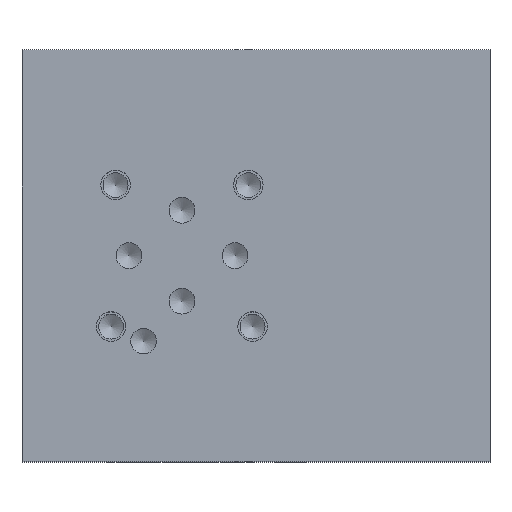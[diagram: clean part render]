
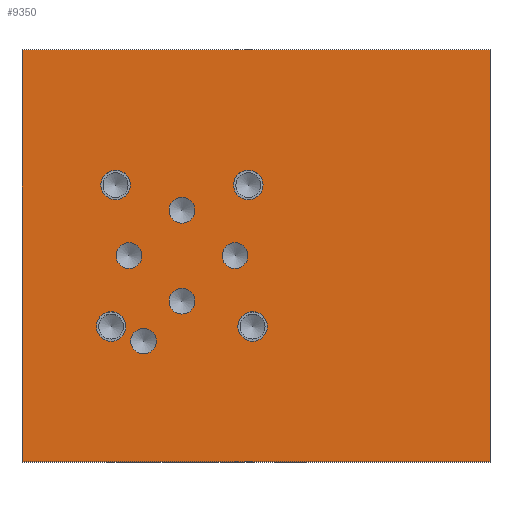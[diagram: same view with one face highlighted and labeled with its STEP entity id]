
A CAD part, top view. The second image highlights one B-rep face of the part: STEP entity #9350.
In plain terms, the highlighted planar face has unit normal (0, 0, 1).
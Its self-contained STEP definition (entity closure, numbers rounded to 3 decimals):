
#287=CIRCLE('',#9883,2.184);
#288=CIRCLE('',#9884,2.184);
#291=CIRCLE('',#9889,2.184);
#292=CIRCLE('',#9890,2.184);
#295=CIRCLE('',#9895,2.184);
#296=CIRCLE('',#9896,2.184);
#299=CIRCLE('',#9901,2.184);
#300=CIRCLE('',#9902,2.184);
#303=CIRCLE('',#9907,2.172);
#304=CIRCLE('',#9908,2.172);
#310=CIRCLE('',#9917,2.502);
#311=CIRCLE('',#9918,2.502);
#317=CIRCLE('',#9928,2.502);
#318=CIRCLE('',#9929,2.502);
#324=CIRCLE('',#9939,2.502);
#325=CIRCLE('',#9940,2.502);
#331=CIRCLE('',#9950,2.502);
#332=CIRCLE('',#9951,2.502);
#398=FACE_BOUND('',#1752,.T.);
#399=FACE_BOUND('',#1753,.T.);
#400=FACE_BOUND('',#1754,.T.);
#401=FACE_BOUND('',#1755,.T.);
#402=FACE_BOUND('',#1756,.T.);
#403=FACE_BOUND('',#1757,.T.);
#404=FACE_BOUND('',#1758,.T.);
#405=FACE_BOUND('',#1759,.T.);
#406=FACE_BOUND('',#1760,.T.);
#1206=FACE_OUTER_BOUND('',#1751,.T.);
#1751=EDGE_LOOP('',(#8228,#8229,#8230,#8231));
#1752=EDGE_LOOP('',(#8232,#8233));
#1753=EDGE_LOOP('',(#8234,#8235));
#1754=EDGE_LOOP('',(#8236,#8237));
#1755=EDGE_LOOP('',(#8238,#8239));
#1756=EDGE_LOOP('',(#8240,#8241));
#1757=EDGE_LOOP('',(#8242,#8243));
#1758=EDGE_LOOP('',(#8244,#8245));
#1759=EDGE_LOOP('',(#8246,#8247));
#1760=EDGE_LOOP('',(#8248,#8249));
#2059=LINE('',#14061,#2919);
#2615=LINE('',#16049,#3475);
#2618=LINE('',#16055,#3478);
#2621=LINE('',#16059,#3481);
#2919=VECTOR('',#10422,10.);
#3475=VECTOR('',#11990,10.);
#3478=VECTOR('',#11995,10.);
#3481=VECTOR('',#12000,10.);
#3794=VERTEX_POINT('',#14058);
#3795=VERTEX_POINT('',#14060);
#4314=VERTEX_POINT('',#15900);
#4315=VERTEX_POINT('',#15901);
#4319=VERTEX_POINT('',#15913);
#4320=VERTEX_POINT('',#15914);
#4324=VERTEX_POINT('',#15926);
#4325=VERTEX_POINT('',#15927);
#4329=VERTEX_POINT('',#15939);
#4330=VERTEX_POINT('',#15940);
#4334=VERTEX_POINT('',#15952);
#4335=VERTEX_POINT('',#15953);
#4342=VERTEX_POINT('',#15972);
#4343=VERTEX_POINT('',#15973);
#4350=VERTEX_POINT('',#15994);
#4351=VERTEX_POINT('',#15995);
#4358=VERTEX_POINT('',#16016);
#4359=VERTEX_POINT('',#16017);
#4366=VERTEX_POINT('',#16038);
#4367=VERTEX_POINT('',#16039);
#4369=VERTEX_POINT('',#16048);
#4371=VERTEX_POINT('',#16054);
#4839=EDGE_CURVE('',#3795,#3794,#2059,.T.);
#5591=EDGE_CURVE('',#4314,#4315,#287,.T.);
#5592=EDGE_CURVE('',#4315,#4314,#288,.T.);
#5597=EDGE_CURVE('',#4319,#4320,#291,.T.);
#5598=EDGE_CURVE('',#4320,#4319,#292,.T.);
#5603=EDGE_CURVE('',#4324,#4325,#295,.T.);
#5604=EDGE_CURVE('',#4325,#4324,#296,.T.);
#5609=EDGE_CURVE('',#4329,#4330,#299,.T.);
#5610=EDGE_CURVE('',#4330,#4329,#300,.T.);
#5615=EDGE_CURVE('',#4334,#4335,#303,.T.);
#5616=EDGE_CURVE('',#4335,#4334,#304,.T.);
#5624=EDGE_CURVE('',#4342,#4343,#310,.T.);
#5625=EDGE_CURVE('',#4343,#4342,#311,.T.);
#5634=EDGE_CURVE('',#4350,#4351,#317,.T.);
#5635=EDGE_CURVE('',#4351,#4350,#318,.T.);
#5644=EDGE_CURVE('',#4358,#4359,#324,.T.);
#5645=EDGE_CURVE('',#4359,#4358,#325,.T.);
#5654=EDGE_CURVE('',#4366,#4367,#331,.T.);
#5655=EDGE_CURVE('',#4367,#4366,#332,.T.);
#5659=EDGE_CURVE('',#4369,#3795,#2615,.T.);
#5662=EDGE_CURVE('',#4371,#4369,#2618,.T.);
#5665=EDGE_CURVE('',#3794,#4371,#2621,.T.);
#8228=ORIENTED_EDGE('',*,*,#4839,.T.);
#8229=ORIENTED_EDGE('',*,*,#5665,.T.);
#8230=ORIENTED_EDGE('',*,*,#5662,.T.);
#8231=ORIENTED_EDGE('',*,*,#5659,.T.);
#8232=ORIENTED_EDGE('',*,*,#5591,.T.);
#8233=ORIENTED_EDGE('',*,*,#5592,.T.);
#8234=ORIENTED_EDGE('',*,*,#5597,.T.);
#8235=ORIENTED_EDGE('',*,*,#5598,.T.);
#8236=ORIENTED_EDGE('',*,*,#5603,.T.);
#8237=ORIENTED_EDGE('',*,*,#5604,.T.);
#8238=ORIENTED_EDGE('',*,*,#5609,.T.);
#8239=ORIENTED_EDGE('',*,*,#5610,.T.);
#8240=ORIENTED_EDGE('',*,*,#5615,.T.);
#8241=ORIENTED_EDGE('',*,*,#5616,.T.);
#8242=ORIENTED_EDGE('',*,*,#5624,.T.);
#8243=ORIENTED_EDGE('',*,*,#5625,.T.);
#8244=ORIENTED_EDGE('',*,*,#5634,.T.);
#8245=ORIENTED_EDGE('',*,*,#5635,.T.);
#8246=ORIENTED_EDGE('',*,*,#5644,.T.);
#8247=ORIENTED_EDGE('',*,*,#5645,.T.);
#8248=ORIENTED_EDGE('',*,*,#5654,.T.);
#8249=ORIENTED_EDGE('',*,*,#5655,.T.);
#8526=PLANE('',#9957);
#9350=ADVANCED_FACE('',(#1206,#398,#399,#400,#401,#402,#403,#404,#405,#406),
#8526,.T.);
#9883=AXIS2_PLACEMENT_3D('',#15902,#11826,#11827);
#9884=AXIS2_PLACEMENT_3D('',#15903,#11828,#11829);
#9889=AXIS2_PLACEMENT_3D('',#15915,#11840,#11841);
#9890=AXIS2_PLACEMENT_3D('',#15916,#11842,#11843);
#9895=AXIS2_PLACEMENT_3D('',#15928,#11854,#11855);
#9896=AXIS2_PLACEMENT_3D('',#15929,#11856,#11857);
#9901=AXIS2_PLACEMENT_3D('',#15941,#11868,#11869);
#9902=AXIS2_PLACEMENT_3D('',#15942,#11870,#11871);
#9907=AXIS2_PLACEMENT_3D('',#15954,#11882,#11883);
#9908=AXIS2_PLACEMENT_3D('',#15955,#11884,#11885);
#9917=AXIS2_PLACEMENT_3D('',#15974,#11904,#11905);
#9918=AXIS2_PLACEMENT_3D('',#15975,#11906,#11907);
#9928=AXIS2_PLACEMENT_3D('',#15996,#11929,#11930);
#9929=AXIS2_PLACEMENT_3D('',#15997,#11931,#11932);
#9939=AXIS2_PLACEMENT_3D('',#16018,#11954,#11955);
#9940=AXIS2_PLACEMENT_3D('',#16019,#11956,#11957);
#9950=AXIS2_PLACEMENT_3D('',#16040,#11979,#11980);
#9951=AXIS2_PLACEMENT_3D('',#16041,#11981,#11982);
#9957=AXIS2_PLACEMENT_3D('',#16061,#12003,#12004);
#10422=DIRECTION('',(1.,0.,0.));
#11826=DIRECTION('center_axis',(0.,0.,-1.));
#11827=DIRECTION('ref_axis',(1.,0.,0.));
#11828=DIRECTION('center_axis',(0.,0.,-1.));
#11829=DIRECTION('ref_axis',(1.,0.,0.));
#11840=DIRECTION('center_axis',(0.,0.,-1.));
#11841=DIRECTION('ref_axis',(1.,0.,0.));
#11842=DIRECTION('center_axis',(0.,0.,-1.));
#11843=DIRECTION('ref_axis',(1.,0.,0.));
#11854=DIRECTION('center_axis',(0.,0.,-1.));
#11855=DIRECTION('ref_axis',(1.,0.,0.));
#11856=DIRECTION('center_axis',(0.,0.,-1.));
#11857=DIRECTION('ref_axis',(1.,0.,0.));
#11868=DIRECTION('center_axis',(0.,0.,-1.));
#11869=DIRECTION('ref_axis',(1.,0.,0.));
#11870=DIRECTION('center_axis',(0.,0.,-1.));
#11871=DIRECTION('ref_axis',(1.,0.,0.));
#11882=DIRECTION('center_axis',(0.,0.,-1.));
#11883=DIRECTION('ref_axis',(1.,0.,0.));
#11884=DIRECTION('center_axis',(0.,0.,-1.));
#11885=DIRECTION('ref_axis',(1.,0.,0.));
#11904=DIRECTION('center_axis',(0.,0.,-1.));
#11905=DIRECTION('ref_axis',(1.,0.,0.));
#11906=DIRECTION('center_axis',(0.,0.,-1.));
#11907=DIRECTION('ref_axis',(1.,0.,0.));
#11929=DIRECTION('center_axis',(0.,0.,-1.));
#11930=DIRECTION('ref_axis',(1.,0.,0.));
#11931=DIRECTION('center_axis',(0.,0.,-1.));
#11932=DIRECTION('ref_axis',(1.,0.,0.));
#11954=DIRECTION('center_axis',(0.,0.,-1.));
#11955=DIRECTION('ref_axis',(1.,0.,0.));
#11956=DIRECTION('center_axis',(0.,0.,-1.));
#11957=DIRECTION('ref_axis',(1.,0.,0.));
#11979=DIRECTION('center_axis',(0.,0.,-1.));
#11980=DIRECTION('ref_axis',(1.,0.,0.));
#11981=DIRECTION('center_axis',(0.,0.,-1.));
#11982=DIRECTION('ref_axis',(1.,0.,0.));
#11990=DIRECTION('',(0.,-1.,0.));
#11995=DIRECTION('',(-1.,0.,0.));
#12000=DIRECTION('',(0.,1.,0.));
#12003=DIRECTION('center_axis',(0.,0.,1.));
#12004=DIRECTION('ref_axis',(1.,0.,0.));
#14058=CARTESIAN_POINT('',(79.375,0.,69.85));
#14060=CARTESIAN_POINT('',(0.,0.,69.85));
#14061=CARTESIAN_POINT('',(0.,0.,69.85));
#15900=CARTESIAN_POINT('',(29.312,42.621,69.85));
#15901=CARTESIAN_POINT('',(24.943,42.621,69.85));
#15902=CARTESIAN_POINT('Origin',(27.127,42.621,69.85));
#15903=CARTESIAN_POINT('Origin',(27.127,42.621,69.85));
#15913=CARTESIAN_POINT('',(20.32,34.925,69.85));
#15914=CARTESIAN_POINT('',(15.951,34.925,69.85));
#15915=CARTESIAN_POINT('Origin',(18.136,34.925,69.85));
#15916=CARTESIAN_POINT('Origin',(18.136,34.925,69.85));
#15926=CARTESIAN_POINT('',(38.329,34.925,69.85));
#15927=CARTESIAN_POINT('',(33.96,34.925,69.85));
#15928=CARTESIAN_POINT('Origin',(36.144,34.925,69.85));
#15929=CARTESIAN_POINT('Origin',(36.144,34.925,69.85));
#15939=CARTESIAN_POINT('',(29.312,27.203,69.85));
#15940=CARTESIAN_POINT('',(24.943,27.203,69.85));
#15941=CARTESIAN_POINT('Origin',(27.127,27.203,69.85));
#15942=CARTESIAN_POINT('Origin',(27.127,27.203,69.85));
#15952=CARTESIAN_POINT('',(22.797,20.422,69.85));
#15953=CARTESIAN_POINT('',(18.453,20.422,69.85));
#15954=CARTESIAN_POINT('Origin',(20.625,20.422,69.85));
#15955=CARTESIAN_POINT('Origin',(20.625,20.422,69.85));
#15972=CARTESIAN_POINT('',(41.618,22.911,69.85));
#15973=CARTESIAN_POINT('',(36.614,22.911,69.85));
#15974=CARTESIAN_POINT('Origin',(39.116,22.911,69.85));
#15975=CARTESIAN_POINT('Origin',(39.116,22.911,69.85));
#15994=CARTESIAN_POINT('',(18.377,46.914,69.85));
#15995=CARTESIAN_POINT('',(13.373,46.914,69.85));
#15996=CARTESIAN_POINT('Origin',(15.875,46.914,69.85));
#15997=CARTESIAN_POINT('Origin',(15.875,46.914,69.85));
#16016=CARTESIAN_POINT('',(40.881,46.914,69.85));
#16017=CARTESIAN_POINT('',(35.878,46.914,69.85));
#16018=CARTESIAN_POINT('Origin',(38.379,46.914,69.85));
#16019=CARTESIAN_POINT('Origin',(38.379,46.914,69.85));
#16038=CARTESIAN_POINT('',(17.615,22.911,69.85));
#16039=CARTESIAN_POINT('',(12.611,22.911,69.85));
#16040=CARTESIAN_POINT('Origin',(15.113,22.911,69.85));
#16041=CARTESIAN_POINT('Origin',(15.113,22.911,69.85));
#16048=CARTESIAN_POINT('',(0.,69.85,69.85));
#16049=CARTESIAN_POINT('',(0.,69.85,69.85));
#16054=CARTESIAN_POINT('',(79.375,69.85,69.85));
#16055=CARTESIAN_POINT('',(79.375,69.85,69.85));
#16059=CARTESIAN_POINT('',(79.375,0.,69.85));
#16061=CARTESIAN_POINT('Origin',(39.688,34.925,69.85));
